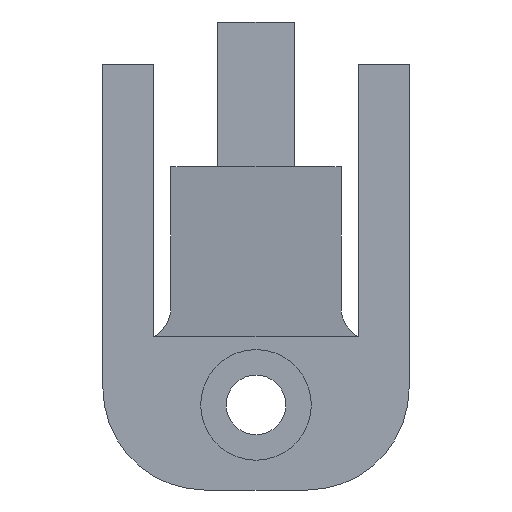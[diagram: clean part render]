
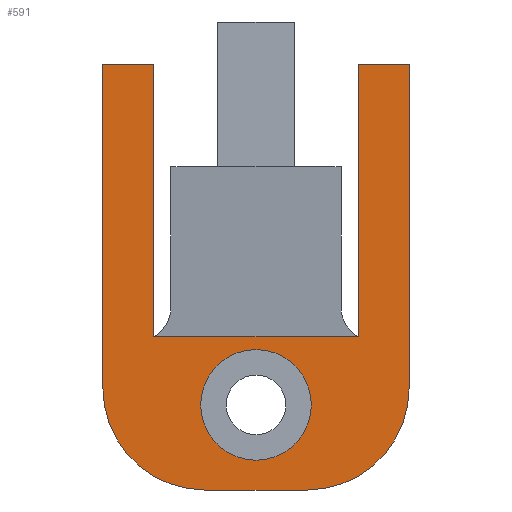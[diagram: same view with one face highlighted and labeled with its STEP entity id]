
A CAD part, front view. The second image highlights one B-rep face of the part: STEP entity #591.
In plain terms, the highlighted planar face has unit normal (0, -1, 0).
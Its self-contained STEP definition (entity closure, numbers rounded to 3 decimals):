
#30=FACE_BOUND('',#105,.T.);
#36=CIRCLE('',#623,3.25);
#37=CIRCLE('',#645,6.);
#38=CIRCLE('',#647,6.);
#70=FACE_OUTER_BOUND('',#104,.T.);
#104=EDGE_LOOP('',(#524,#525,#526,#527,#528,#529,#530,#531,#532,#533));
#105=EDGE_LOOP('',(#534));
#112=LINE('',#823,#179);
#131=LINE('',#869,#198);
#133=LINE('',#873,#200);
#136=LINE('',#879,#203);
#168=LINE('',#980,#235);
#169=LINE('',#982,#236);
#170=LINE('',#984,#237);
#172=LINE('',#992,#239);
#179=VECTOR('',#662,10.);
#198=VECTOR('',#701,10.);
#200=VECTOR('',#705,10.);
#203=VECTOR('',#710,10.);
#235=VECTOR('',#786,10.);
#236=VECTOR('',#789,10.);
#237=VECTOR('',#792,10.);
#239=VECTOR('',#804,10.);
#245=VERTEX_POINT('',#820);
#246=VERTEX_POINT('',#822);
#262=VERTEX_POINT('',#866);
#263=VERTEX_POINT('',#868);
#264=VERTEX_POINT('',#872);
#265=VERTEX_POINT('',#876);
#266=VERTEX_POINT('',#878);
#268=VERTEX_POINT('',#885);
#287=VERTEX_POINT('',#961);
#289=VERTEX_POINT('',#967);
#291=VERTEX_POINT('',#988);
#298=EDGE_CURVE('',#245,#246,#112,.T.);
#321=EDGE_CURVE('',#262,#263,#131,.T.);
#323=EDGE_CURVE('',#246,#264,#133,.T.);
#326=EDGE_CURVE('',#265,#266,#136,.T.);
#329=EDGE_CURVE('',#268,#268,#36,.T.);
#366=EDGE_CURVE('',#287,#289,#168,.T.);
#367=EDGE_CURVE('',#289,#264,#169,.T.);
#368=EDGE_CURVE('',#262,#287,#170,.T.);
#369=EDGE_CURVE('',#266,#245,#37,.T.);
#371=EDGE_CURVE('',#291,#265,#38,.T.);
#372=EDGE_CURVE('',#263,#291,#172,.T.);
#524=ORIENTED_EDGE('',*,*,#367,.T.);
#525=ORIENTED_EDGE('',*,*,#323,.F.);
#526=ORIENTED_EDGE('',*,*,#298,.F.);
#527=ORIENTED_EDGE('',*,*,#369,.F.);
#528=ORIENTED_EDGE('',*,*,#326,.F.);
#529=ORIENTED_EDGE('',*,*,#371,.F.);
#530=ORIENTED_EDGE('',*,*,#372,.F.);
#531=ORIENTED_EDGE('',*,*,#321,.F.);
#532=ORIENTED_EDGE('',*,*,#368,.T.);
#533=ORIENTED_EDGE('',*,*,#366,.T.);
#534=ORIENTED_EDGE('',*,*,#329,.T.);
#559=PLANE('',#649);
#591=ADVANCED_FACE('',(#70,#30),#559,.F.);
#623=AXIS2_PLACEMENT_3D('',#886,#718,#719);
#645=AXIS2_PLACEMENT_3D('',#986,#795,#796);
#647=AXIS2_PLACEMENT_3D('',#990,#800,#801);
#649=AXIS2_PLACEMENT_3D('',#993,#805,#806);
#662=DIRECTION('',(0.,0.,1.));
#701=DIRECTION('',(1.,0.,0.));
#705=DIRECTION('',(1.,0.,0.));
#710=DIRECTION('',(-1.,0.,0.));
#718=DIRECTION('center_axis',(0.,1.,0.));
#719=DIRECTION('ref_axis',(0.,0.,-1.));
#786=DIRECTION('',(-1.,0.,0.));
#789=DIRECTION('',(0.,0.,1.));
#792=DIRECTION('',(0.,0.,-1.));
#795=DIRECTION('center_axis',(0.,1.,0.));
#796=DIRECTION('ref_axis',(-0.707,0.,-0.707));
#800=DIRECTION('center_axis',(0.,1.,0.));
#801=DIRECTION('ref_axis',(0.707,0.,-0.707));
#804=DIRECTION('',(0.,0.,-1.));
#805=DIRECTION('center_axis',(0.,1.,0.));
#806=DIRECTION('ref_axis',(1.,0.,0.));
#820=CARTESIAN_POINT('',(2.558,0.,-11.308));
#822=CARTESIAN_POINT('',(2.558,0.,7.692));
#823=CARTESIAN_POINT('',(2.558,0.,-17.308));
#866=CARTESIAN_POINT('',(17.558,0.,7.692));
#868=CARTESIAN_POINT('',(20.558,0.,7.692));
#869=CARTESIAN_POINT('',(2.558,0.,7.692));
#872=CARTESIAN_POINT('',(5.558,0.,7.692));
#873=CARTESIAN_POINT('',(2.558,0.,7.692));
#876=CARTESIAN_POINT('',(14.558,0.,-17.308));
#878=CARTESIAN_POINT('',(8.558,0.,-17.308));
#879=CARTESIAN_POINT('',(20.558,0.,-17.308));
#885=CARTESIAN_POINT('',(11.558,0.,-9.058));
#886=CARTESIAN_POINT('Origin',(11.558,0.,-12.308));
#961=CARTESIAN_POINT('',(17.558,0.,-8.308));
#967=CARTESIAN_POINT('',(5.558,0.,-8.308));
#980=CARTESIAN_POINT('',(14.558,0.,-8.308));
#982=CARTESIAN_POINT('',(5.558,0.,-6.558));
#984=CARTESIAN_POINT('',(17.558,0.,1.442));
#986=CARTESIAN_POINT('Origin',(8.558,0.,-11.308));
#988=CARTESIAN_POINT('',(20.558,0.,-11.308));
#990=CARTESIAN_POINT('Origin',(14.558,0.,-11.308));
#992=CARTESIAN_POINT('',(20.558,0.,7.692));
#993=CARTESIAN_POINT('Origin',(11.558,0.,-4.808));
